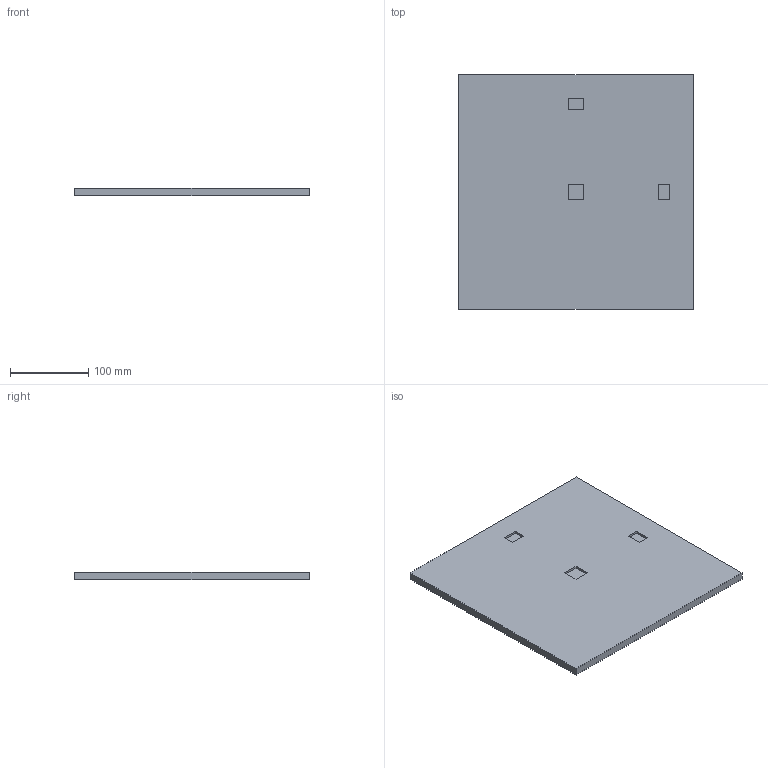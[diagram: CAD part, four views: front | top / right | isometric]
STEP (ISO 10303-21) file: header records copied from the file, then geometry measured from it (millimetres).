
FILE_DESCRIPTION (( 'STEP AP203' ), '1' );
FILE_NAME ('Base_Varsayilan_sldprt.STEP', '2023-08-21T18:00:35', ( '' ), ( '' ), 'SwSTEP 2.0', 'SolidWorks 2023', '' );
FILE_SCHEMA (( 'CONFIG_CONTROL_DESIGN' ));
Length unit declared in the file: millimetre
Products named in the file (1): Base_Varsayilan_sldprt
Bounding box: 300 x 300 x 10 mm (x, y, z)
Volume: 896293.1 mm3; surface area: 192754.2 mm2
Topology: 1 solids, 1 shells, 24 faces, 54 edges, 36 vertices
Faces by surface type: plane 22, cylinder 2
Entity records: 739 total; most frequent: CARTESIAN_POINT 115, DIRECTION 108, ORIENTED_EDGE 108, EDGE_CURVE 54, LINE 50, VECTOR 50, VERTEX_POINT 36, AXIS2_PLACEMENT_3D 29
